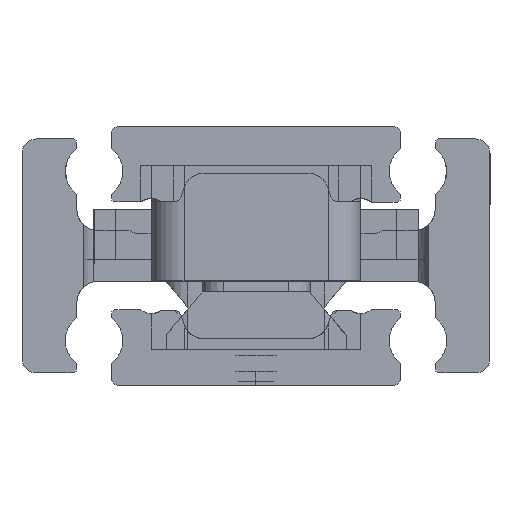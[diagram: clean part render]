
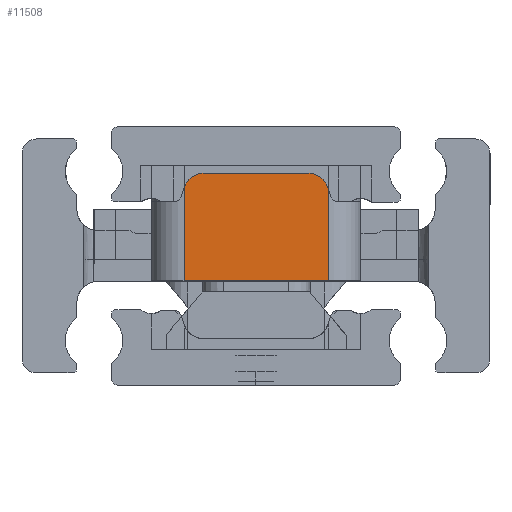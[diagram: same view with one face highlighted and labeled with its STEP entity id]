
A CAD part, left-side view. The second image highlights one B-rep face of the part: STEP entity #11508.
In plain terms, the highlighted face is planar.
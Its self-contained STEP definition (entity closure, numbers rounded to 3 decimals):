
#46 = DIRECTION ( 'NONE',  ( -1., 0., 0. ) ) ;
#133 = CARTESIAN_POINT ( 'NONE',  ( -10., 0., 18. ) ) ;
#1003 = DIRECTION ( 'NONE',  ( 0., 0., -1. ) ) ;
#1326 = ORIENTED_EDGE ( 'NONE', *, *, #4382, .T. ) ;
#1528 = CARTESIAN_POINT ( 'NONE',  ( 14.5, 16., 18. ) ) ;
#1901 = VERTEX_POINT ( 'NONE', #4605 ) ;
#2287 = ORIENTED_EDGE ( 'NONE', *, *, #8806, .T. ) ;
#2477 = CARTESIAN_POINT ( 'NONE',  ( 14.5, 0., 18. ) ) ;
#3743 = VERTEX_POINT ( 'NONE', #8854 ) ;
#4382 = EDGE_CURVE ( 'NONE', #3743, #1901, #4522, .T. ) ;
#4522 = LINE ( 'NONE', #1528, #6946 ) ;
#4605 = CARTESIAN_POINT ( 'NONE',  ( -10., 16., 18. ) ) ;
#4643 = DIRECTION ( 'NONE',  ( -1., 0., 0. ) ) ;
#4901 = ORIENTED_EDGE ( 'NONE', *, *, #7632, .T. ) ;
#5586 = VECTOR ( 'NONE', #4643, 1000. ) ;
#5675 = EDGE_CURVE ( 'NONE', #11311, #10166, #7658, .T. ) ;
#6176 = CARTESIAN_POINT ( 'NONE',  ( 14.5, 0., 18. ) ) ;
#6187 = EDGE_LOOP ( 'NONE', ( #1326, #4901, #7645, #2287 ) ) ;
#6946 = VECTOR ( 'NONE', #46, 1000. ) ;
#7632 = EDGE_CURVE ( 'NONE', #1901, #10166, #12762, .T. ) ;
#7645 = ORIENTED_EDGE ( 'NONE', *, *, #5675, .F. ) ;
#7658 = LINE ( 'NONE', #6176, #5586 ) ;
#8748 = VECTOR ( 'NONE', #9417, 1000. ) ;
#8806 = EDGE_CURVE ( 'NONE', #11311, #3743, #12395, .T. ) ;
#8820 = VECTOR ( 'NONE', #9768, 1000. ) ;
#8854 = CARTESIAN_POINT ( 'NONE',  ( 10., 16., 18. ) ) ;
#9417 = DIRECTION ( 'NONE',  ( 0., 1., 0. ) ) ;
#9768 = DIRECTION ( 'NONE',  ( 0., -1., 0. ) ) ;
#10056 = FACE_OUTER_BOUND ( 'NONE', #6187, .T. ) ;
#10166 = VERTEX_POINT ( 'NONE', #133 ) ;
#10897 = CARTESIAN_POINT ( 'NONE',  ( 10., 16., 18. ) ) ;
#11258 = CARTESIAN_POINT ( 'NONE',  ( -10., 0., 18. ) ) ;
#11311 = VERTEX_POINT ( 'NONE', #12093 ) ;
#11508 = ADVANCED_FACE ( 'NONE', ( #10056 ), #12969, .F. ) ;
#11574 = AXIS2_PLACEMENT_3D ( 'NONE', #2477, #1003, #14121 ) ;
#12093 = CARTESIAN_POINT ( 'NONE',  ( 10., 0., 18. ) ) ;
#12395 = LINE ( 'NONE', #10897, #8748 ) ;
#12762 = LINE ( 'NONE', #11258, #8820 ) ;
#12969 = PLANE ( 'NONE',  #11574 ) ;
#14121 = DIRECTION ( 'NONE',  ( -1., 0., 0. ) ) ;
